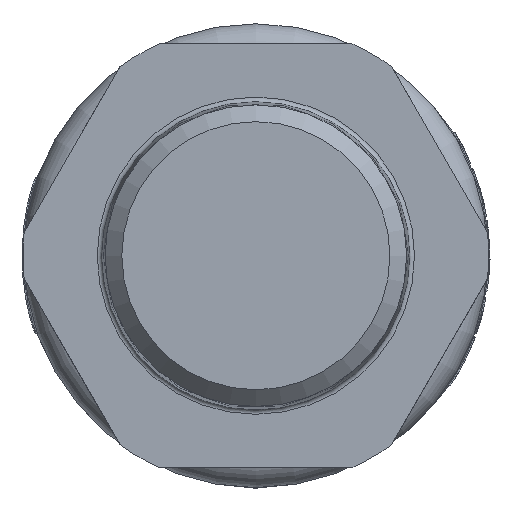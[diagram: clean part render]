
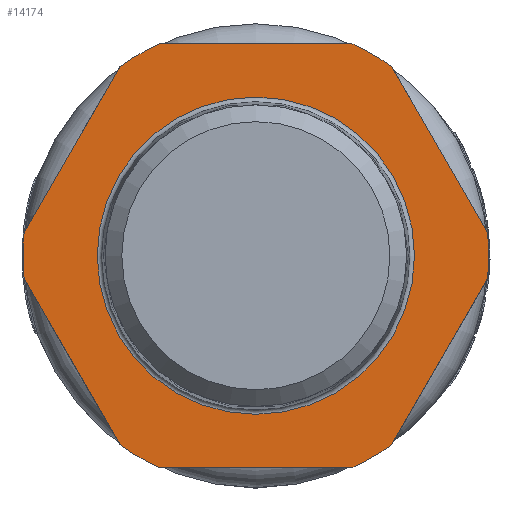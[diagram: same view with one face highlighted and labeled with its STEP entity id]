
A CAD part, left-side view. The second image highlights one B-rep face of the part: STEP entity #14174.
In plain terms, the highlighted planar face has unit normal (-1, 0, 0).
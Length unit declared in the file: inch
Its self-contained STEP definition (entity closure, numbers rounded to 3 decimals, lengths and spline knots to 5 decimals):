
#457=FACE_BOUND('',#3910,.T.);
#1630=LINE('',#29753,#2185);
#1631=LINE('',#29757,#2186);
#1632=LINE('',#29761,#2187);
#1633=LINE('',#29765,#2188);
#1634=LINE('',#29769,#2189);
#1635=LINE('',#29773,#2190);
#2185=VECTOR('',#18640,0.3937);
#2186=VECTOR('',#18643,0.3937);
#2187=VECTOR('',#18646,0.3937);
#2188=VECTOR('',#18649,0.3937);
#2189=VECTOR('',#18652,0.3937);
#2190=VECTOR('',#18655,0.3937);
#3150=FACE_OUTER_BOUND('',#3909,.T.);
#3909=EDGE_LOOP('',(#12235,#12236,#12237,#12238,#12239,#12240,#12241,#12242,
#12243,#12244,#12245,#12246));
#3910=EDGE_LOOP('',(#12247,#12248));
#4586=CIRCLE('',#15489,0.67717);
#4587=CIRCLE('',#15490,0.67717);
#4591=CIRCLE('',#15496,0.99409);
#4592=CIRCLE('',#15497,0.99409);
#4593=CIRCLE('',#15498,0.99409);
#4594=CIRCLE('',#15499,0.99409);
#4595=CIRCLE('',#15500,0.99409);
#4596=CIRCLE('',#15501,0.99409);
#5987=VERTEX_POINT('',#29738);
#5988=VERTEX_POINT('',#29740);
#5991=VERTEX_POINT('',#29751);
#5992=VERTEX_POINT('',#29752);
#5993=VERTEX_POINT('',#29754);
#5994=VERTEX_POINT('',#29756);
#5995=VERTEX_POINT('',#29758);
#5996=VERTEX_POINT('',#29760);
#5997=VERTEX_POINT('',#29762);
#5998=VERTEX_POINT('',#29764);
#5999=VERTEX_POINT('',#29766);
#6000=VERTEX_POINT('',#29768);
#6001=VERTEX_POINT('',#29770);
#6002=VERTEX_POINT('',#29772);
#8080=EDGE_CURVE('',#5987,#5988,#4586,.T.);
#8081=EDGE_CURVE('',#5988,#5987,#4587,.T.);
#8086=EDGE_CURVE('',#5991,#5992,#1630,.T.);
#8087=EDGE_CURVE('',#5993,#5992,#4591,.T.);
#8088=EDGE_CURVE('',#5993,#5994,#1631,.T.);
#8089=EDGE_CURVE('',#5995,#5994,#4592,.T.);
#8090=EDGE_CURVE('',#5995,#5996,#1632,.T.);
#8091=EDGE_CURVE('',#5997,#5996,#4593,.T.);
#8092=EDGE_CURVE('',#5997,#5998,#1633,.T.);
#8093=EDGE_CURVE('',#5999,#5998,#4594,.T.);
#8094=EDGE_CURVE('',#5999,#6000,#1634,.T.);
#8095=EDGE_CURVE('',#6001,#6000,#4595,.T.);
#8096=EDGE_CURVE('',#6001,#6002,#1635,.T.);
#8097=EDGE_CURVE('',#5991,#6002,#4596,.T.);
#12235=ORIENTED_EDGE('',*,*,#8086,.T.);
#12236=ORIENTED_EDGE('',*,*,#8087,.F.);
#12237=ORIENTED_EDGE('',*,*,#8088,.T.);
#12238=ORIENTED_EDGE('',*,*,#8089,.F.);
#12239=ORIENTED_EDGE('',*,*,#8090,.T.);
#12240=ORIENTED_EDGE('',*,*,#8091,.F.);
#12241=ORIENTED_EDGE('',*,*,#8092,.T.);
#12242=ORIENTED_EDGE('',*,*,#8093,.F.);
#12243=ORIENTED_EDGE('',*,*,#8094,.T.);
#12244=ORIENTED_EDGE('',*,*,#8095,.F.);
#12245=ORIENTED_EDGE('',*,*,#8096,.T.);
#12246=ORIENTED_EDGE('',*,*,#8097,.F.);
#12247=ORIENTED_EDGE('',*,*,#8081,.F.);
#12248=ORIENTED_EDGE('',*,*,#8080,.F.);
#12718=PLANE('',#15495);
#14174=ADVANCED_FACE('',(#3150,#457),#12718,.T.);
#15489=AXIS2_PLACEMENT_3D('',#29741,#18625,#18626);
#15490=AXIS2_PLACEMENT_3D('',#29742,#18627,#18628);
#15495=AXIS2_PLACEMENT_3D('',#29750,#18638,#18639);
#15496=AXIS2_PLACEMENT_3D('',#29755,#18641,#18642);
#15497=AXIS2_PLACEMENT_3D('',#29759,#18644,#18645);
#15498=AXIS2_PLACEMENT_3D('',#29763,#18647,#18648);
#15499=AXIS2_PLACEMENT_3D('',#29767,#18650,#18651);
#15500=AXIS2_PLACEMENT_3D('',#29771,#18653,#18654);
#15501=AXIS2_PLACEMENT_3D('',#29774,#18656,#18657);
#18625=DIRECTION('center_axis',(-1.,0.,0.));
#18626=DIRECTION('ref_axis',(0.,1.,0.));
#18627=DIRECTION('center_axis',(-1.,0.,0.));
#18628=DIRECTION('ref_axis',(0.,1.,0.));
#18638=DIRECTION('center_axis',(-1.,0.,0.));
#18639=DIRECTION('ref_axis',(0.,1.,0.));
#18640=DIRECTION('',(0.,0.5,0.866));
#18641=DIRECTION('center_axis',(1.,0.,0.));
#18642=DIRECTION('ref_axis',(0.,-1.,0.));
#18643=DIRECTION('',(0.,1.,0.));
#18644=DIRECTION('center_axis',(1.,0.,0.));
#18645=DIRECTION('ref_axis',(0.,-1.,0.));
#18646=DIRECTION('',(0.,0.5,-0.866));
#18647=DIRECTION('center_axis',(1.,0.,0.));
#18648=DIRECTION('ref_axis',(0.,-1.,0.));
#18649=DIRECTION('',(0.,-0.5,-0.866));
#18650=DIRECTION('center_axis',(1.,0.,0.));
#18651=DIRECTION('ref_axis',(0.,-1.,0.));
#18652=DIRECTION('',(0.,-1.,0.));
#18653=DIRECTION('center_axis',(1.,0.,0.));
#18654=DIRECTION('ref_axis',(0.,-1.,0.));
#18655=DIRECTION('',(0.,-0.5,0.866));
#18656=DIRECTION('center_axis',(1.,0.,0.));
#18657=DIRECTION('ref_axis',(0.,-1.,0.));
#29738=CARTESIAN_POINT('',(-0.37101,0.67717,0.));
#29740=CARTESIAN_POINT('',(-0.37101,-0.67717,0.));
#29741=CARTESIAN_POINT('Origin',(-0.37101,0.,
0.));
#29742=CARTESIAN_POINT('Origin',(-0.37101,0.,
0.));
#29750=CARTESIAN_POINT('Origin',(-0.37101,0.,
-0.99409));
#29751=CARTESIAN_POINT('',(-0.37101,-0.9893,0.0975));
#29752=CARTESIAN_POINT('',(-0.37101,-0.57909,0.80801));
#29753=CARTESIAN_POINT('',(-0.37101,-1.10198,-0.09766));
#29754=CARTESIAN_POINT('',(-0.37101,-0.41021,0.90551));
#29755=CARTESIAN_POINT('Origin',(-0.37101,0.,
0.));
#29756=CARTESIAN_POINT('',(-0.37101,0.41021,0.90551));
#29757=CARTESIAN_POINT('',(-0.37101,-0.2051,0.90551));
#29758=CARTESIAN_POINT('',(-0.37101,0.57909,0.80801));
#29759=CARTESIAN_POINT('Origin',(-0.37101,0.,
0.));
#29760=CARTESIAN_POINT('',(-0.37101,0.9893,0.0975));
#29761=CARTESIAN_POINT('',(-0.37101,0.89687,0.2576));
#29762=CARTESIAN_POINT('',(-0.37101,0.9893,-0.0975));
#29763=CARTESIAN_POINT('Origin',(-0.37101,0.,
0.));
#29764=CARTESIAN_POINT('',(-0.37101,0.57909,-0.80801));
#29765=CARTESIAN_POINT('',(-0.37101,0.67152,-0.64792));
#29766=CARTESIAN_POINT('',(-0.37101,0.41021,-0.90551));
#29767=CARTESIAN_POINT('Origin',(-0.37101,0.,
0.));
#29768=CARTESIAN_POINT('',(-0.37101,-0.41021,-0.90551));
#29769=CARTESIAN_POINT('',(-0.37101,0.2051,-0.90551));
#29770=CARTESIAN_POINT('',(-0.37101,-0.57909,-0.80801));
#29771=CARTESIAN_POINT('Origin',(-0.37101,0.,
0.));
#29772=CARTESIAN_POINT('',(-0.37101,-0.9893,-0.0975));
#29773=CARTESIAN_POINT('',(-0.37101,-0.46642,-1.00317));
#29774=CARTESIAN_POINT('Origin',(-0.37101,0.,
0.));
